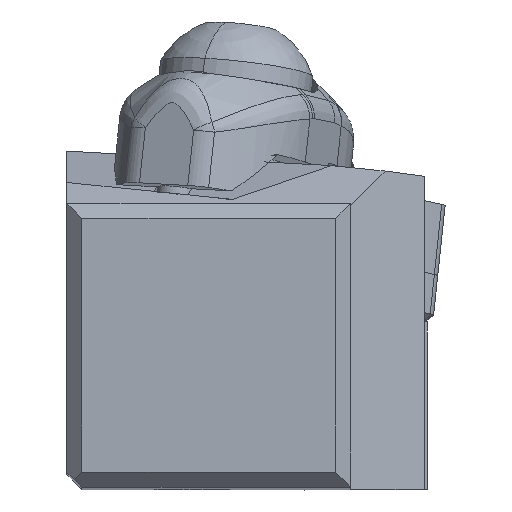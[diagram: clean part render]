
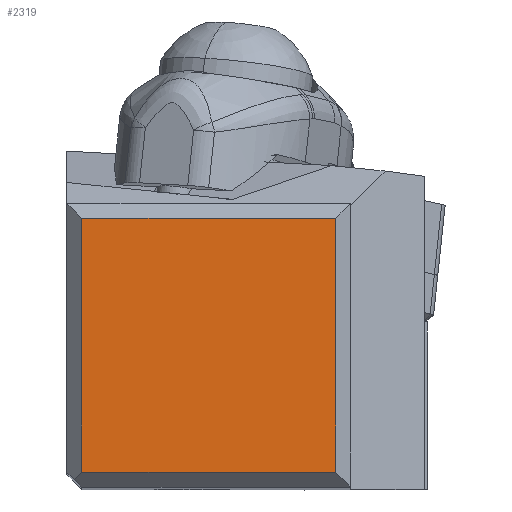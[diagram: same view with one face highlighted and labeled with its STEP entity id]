
A CAD part, top view. The second image highlights one B-rep face of the part: STEP entity #2319.
In plain terms, the highlighted planar face has unit normal (0, 0, 1).
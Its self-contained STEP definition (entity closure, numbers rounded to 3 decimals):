
#2058=FACE_OUTER_BOUND('',#2700,.T.);
#2319=ADVANCED_FACE('',(#2058),#2554,.T.);
#2554=PLANE('',#6958);
#2700=EDGE_LOOP('',(#3363,#3364,#3365,#3366));
#3363=ORIENTED_EDGE('',*,*,#4919,.F.);
#3364=ORIENTED_EDGE('',*,*,#5107,.T.);
#3365=ORIENTED_EDGE('',*,*,#5105,.T.);
#3366=ORIENTED_EDGE('',*,*,#5103,.T.);
#4421=VERTEX_POINT('',#8702);
#4422=VERTEX_POINT('',#8704);
#4539=VERTEX_POINT('',#9102);
#4540=VERTEX_POINT('',#9106);
#4919=EDGE_CURVE('',#4421,#4422,#5969,.T.);
#5103=EDGE_CURVE('',#4539,#4422,#6081,.T.);
#5105=EDGE_CURVE('',#4540,#4539,#6083,.T.);
#5107=EDGE_CURVE('',#4421,#4540,#6085,.T.);
#5969=LINE('',#8703,#6237);
#6081=LINE('',#9101,#6349);
#6083=LINE('',#9105,#6351);
#6085=LINE('',#9109,#6353);
#6237=VECTOR('',#7421,1.);
#6349=VECTOR('',#7791,1.);
#6351=VECTOR('',#7795,1.);
#6353=VECTOR('',#7799,1.);
#6958=AXIS2_PLACEMENT_3D('',#9111,#7802,#7803);
#7421=DIRECTION('',(0.,1.,0.));
#7791=DIRECTION('',(-1.,0.,0.));
#7795=DIRECTION('',(0.,1.,0.));
#7799=DIRECTION('',(1.,0.,0.));
#7802=DIRECTION('',(0.,0.,1.));
#7803=DIRECTION('',(-1.,0.,0.));
#8702=CARTESIAN_POINT('',(1.,1.,0.));
#8703=CARTESIAN_POINT('',(1.,1.,0.));
#8704=CARTESIAN_POINT('',(1.,18.05,0.));
#9101=CARTESIAN_POINT('',(18.05,18.05,0.));
#9102=CARTESIAN_POINT('',(18.05,18.05,0.));
#9105=CARTESIAN_POINT('',(18.05,1.,0.));
#9106=CARTESIAN_POINT('',(18.05,1.,0.));
#9109=CARTESIAN_POINT('',(1.,1.,0.));
#9111=CARTESIAN_POINT('',(9.525,9.525,0.));
